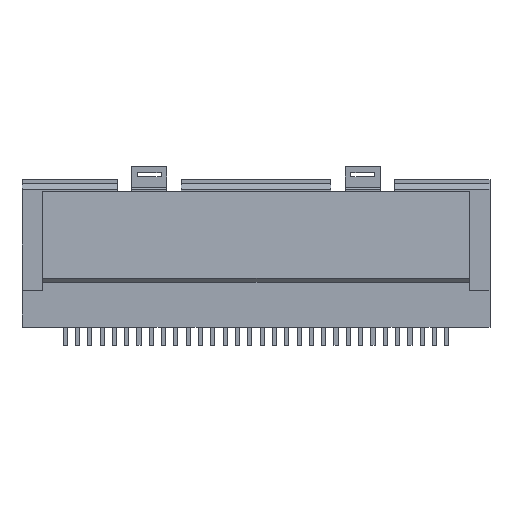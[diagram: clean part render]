
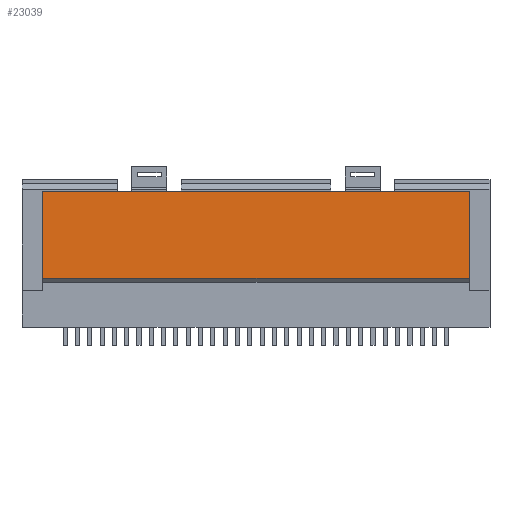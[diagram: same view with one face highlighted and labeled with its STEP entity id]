
A CAD part, top view. The second image highlights one B-rep face of the part: STEP entity #23039.
In plain terms, the highlighted planar face has unit normal (0, 0.045, 0.999).
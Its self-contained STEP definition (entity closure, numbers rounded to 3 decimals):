
#407=PLANE('',#24253);
#1530=LINE('',#31834,#4798);
#2509=LINE('',#33667,#5777);
#2511=LINE('',#33671,#5779);
#2512=LINE('',#33672,#5780);
#4798=VECTOR('',#25808,10.);
#5777=VECTOR('',#27209,10.);
#5779=VECTOR('',#27213,10.);
#5780=VECTOR('',#27214,10.);
#8101=FACE_OUTER_BOUND('',#9259,.T.);
#9259=EDGE_LOOP('',(#17925,#17926,#17927,#17928));
#10525=VERTEX_POINT('',#31831);
#10526=VERTEX_POINT('',#31833);
#11169=VERTEX_POINT('',#33666);
#11170=VERTEX_POINT('',#33670);
#12860=EDGE_CURVE('',#10525,#10526,#1530,.T.);
#13839=EDGE_CURVE('',#11169,#10526,#2509,.T.);
#13841=EDGE_CURVE('',#11170,#10525,#2511,.T.);
#13842=EDGE_CURVE('',#11169,#11170,#2512,.T.);
#17925=ORIENTED_EDGE('',*,*,#13841,.F.);
#17926=ORIENTED_EDGE('',*,*,#13842,.F.);
#17927=ORIENTED_EDGE('',*,*,#13839,.T.);
#17928=ORIENTED_EDGE('',*,*,#12860,.F.);
#23039=ADVANCED_FACE('',(#8101),#407,.T.);
#24253=AXIS2_PLACEMENT_3D('',#33669,#27211,#27212);
#25808=DIRECTION('',(1.,0.,0.));
#27209=DIRECTION('',(0.,0.999,-0.045));
#27211=DIRECTION('center_axis',(0.,0.045,0.999));
#27212=DIRECTION('ref_axis',(0.,0.999,-0.045));
#27213=DIRECTION('',(0.,0.999,-0.045));
#27214=DIRECTION('',(-1.,0.,0.));
#31831=CARTESIAN_POINT('',(-26.,7.5,6.5));
#31833=CARTESIAN_POINT('',(26.,7.5,6.5));
#31834=CARTESIAN_POINT('',(25.5,7.5,6.5));
#33666=CARTESIAN_POINT('',(26.,-3.001,6.977));
#33667=CARTESIAN_POINT('',(26.,-3.5,7.));
#33669=CARTESIAN_POINT('Origin',(26.,-3.5,7.));
#33670=CARTESIAN_POINT('',(-26.,-3.001,6.977));
#33671=CARTESIAN_POINT('',(-26.,-3.5,7.));
#33672=CARTESIAN_POINT('',(26.,-3.001,6.977));
